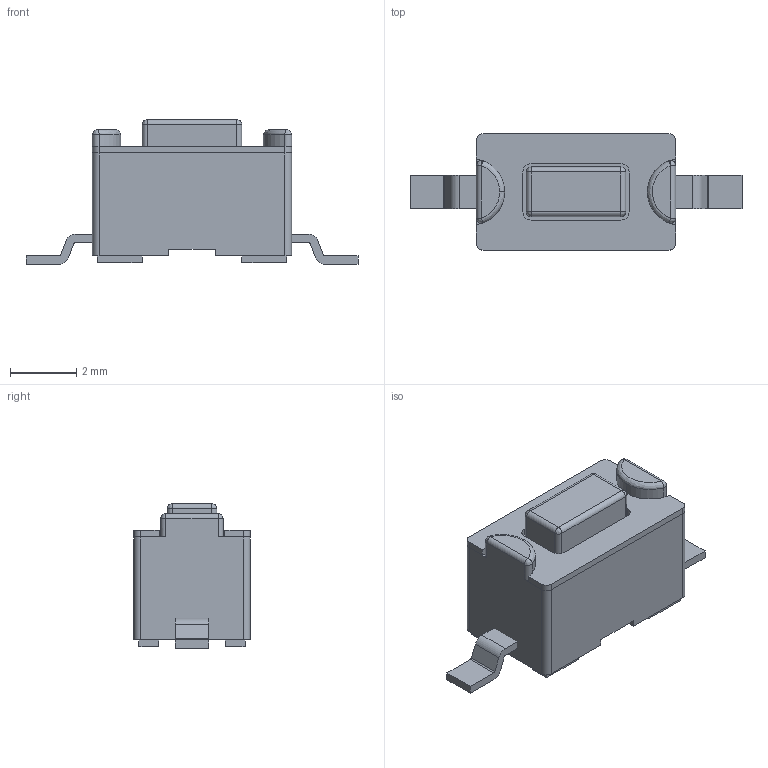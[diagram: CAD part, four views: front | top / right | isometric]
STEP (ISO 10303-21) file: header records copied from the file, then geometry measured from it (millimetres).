
FILE_DESCRIPTION (( 'STEP AP214' ), '1' );
FILE_NAME ('User Library-DTSMF-31.STEP', '2020-09-29T11:18:03', ( '' ), ( '' ), 'SwSTEP 2.0', 'SolidWorks 2020', '' );
FILE_SCHEMA (( 'AUTOMOTIVE_DESIGN' ));
Length unit declared in the file: millimetre
Products named in the file (5): Sheet Metal Part6; Part2_2; Part8; User Library-DTSMF-31; Part2
Assembly tree (5 placements, depth 2):
  User Library-DTSMF-31
    Part2
    Part2_2
    Part8
    Sheet Metal Part6  x2
Bounding box: 10 x 3.5 x 4.35 mm (x, y, z)
Volume: 79.3 mm3; surface area: 182.7 mm2
Topology: 5 solids, 5 shells, 123 faces, 311 edges, 192 vertices
Faces by surface type: plane 70, cylinder 40, bspline 13
Entity records: 3526 total; most frequent: CARTESIAN_POINT 754, DIRECTION 552, ORIENTED_EDGE 530, EDGE_CURVE 265, AXIS2_PLACEMENT_3D 186, LINE 180, VECTOR 180, VERTEX_POINT 168
